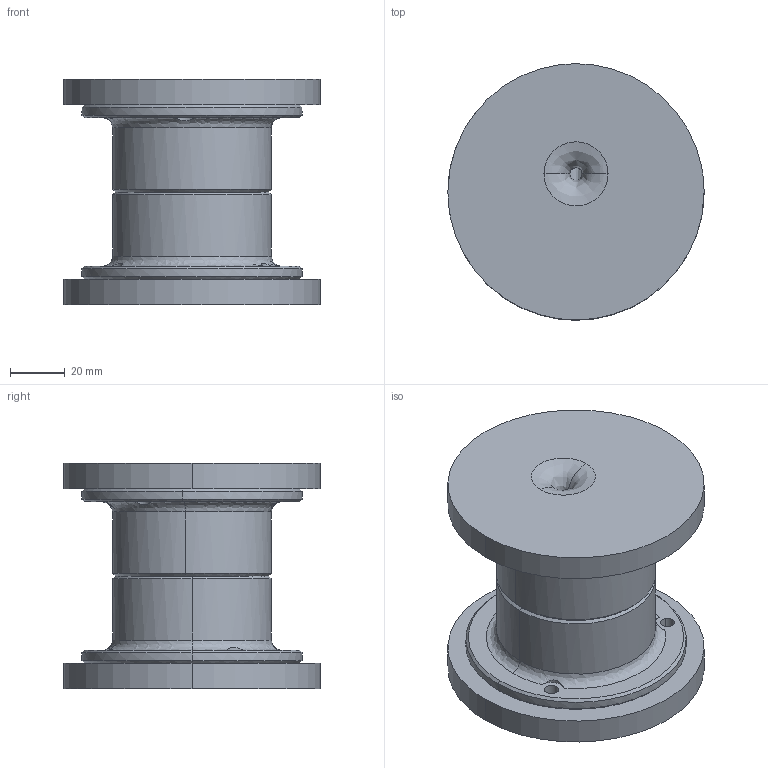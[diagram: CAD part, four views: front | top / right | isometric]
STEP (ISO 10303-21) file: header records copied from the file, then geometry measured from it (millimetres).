
FILE_DESCRIPTION(('FreeCAD Model'),'2;1');
FILE_NAME('Open CASCADE Shape Model','2025-04-27T09:23:34',('FreeCAD'),( 'FreeCAD'),'Open CASCADE STEP processor 7.6','FreeCAD','Unknown');
FILE_SCHEMA(('AUTOMOTIVE_DESIGN { 1 0 10303 214 1 1 1 1 }'));
Length unit declared in the file: millimetre
Products named in the file (1): Open CASCADE STEP translator 7.6 1
Bounding box: 93.79 x 93.79 x 82.53 mm (x, y, z)
Volume: 284832.6 mm3; surface area: 97137.8 mm2
Topology: 8 solids, 14 shells, 298 faces, 712 edges, 442 vertices
Faces by surface type: bspline 298
Entity records: 9984 total; most frequent: CARTESIAN_POINT 5985, ORIENTED_EDGE 1368, EDGE_CURVE 696, VERTEX_POINT 442, B_SPLINE_CURVE_WITH_KNOTS 364, FACE_BOUND 350, EDGE_LOOP 350, ADVANCED_FACE 298
